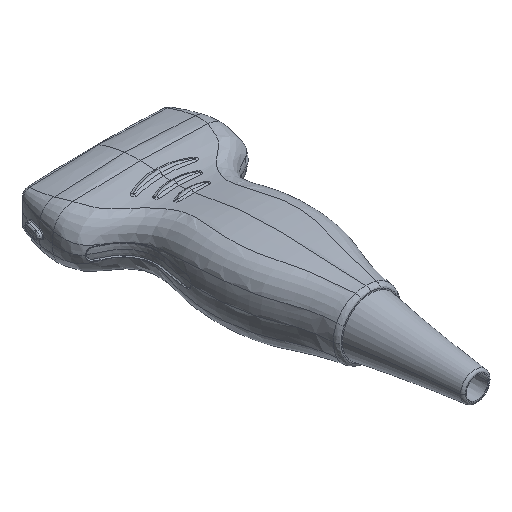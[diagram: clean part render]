
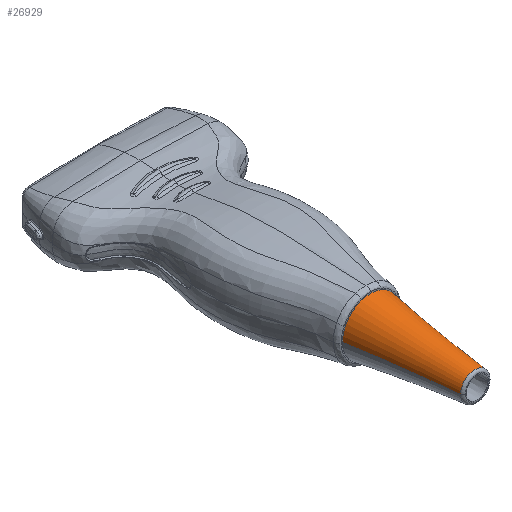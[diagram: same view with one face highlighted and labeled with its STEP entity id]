
A CAD part, isometric view. The second image highlights one B-rep face of the part: STEP entity #26929.
In plain terms, the highlighted toroidal (fillet/blend) face has major radius 492.525 mm and minor radius 490.311 mm.
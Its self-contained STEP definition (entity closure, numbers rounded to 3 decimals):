
#6776=CARTESIAN_POINT('',(0.,-75.,0.));
#6777=DIRECTION('',(0.,-1.,0.));
#6778=DIRECTION('',(1.,0.,0.));
#6779=AXIS2_PLACEMENT_3D('',#6776,#6777,#6778);
#6784=CARTESIAN_POINT('',(492.525,-156.294,
0.));
#6785=DIRECTION('',(0.,0.,1.));
#6786=DIRECTION('',(-0.986,0.166,0.));
#6787=AXIS2_PLACEMENT_3D('',#6784,#6785,#6786);
#6792=CARTESIAN_POINT('',(0.,-108.278,0.));
#6793=DIRECTION('',(0.,-1.,0.));
#6794=DIRECTION('',(1.,0.,0.));
#6795=AXIS2_PLACEMENT_3D('',#6792,#6793,#6794);
#6800=CARTESIAN_POINT('',(-492.525,-156.294,0.));
#6801=DIRECTION('',(0.,0.,-1.));
#6802=DIRECTION('',(0.986,0.166,0.));
#6803=AXIS2_PLACEMENT_3D('',#6800,#6801,#6802);
#7072=CARTESIAN_POINT('',(4.57,-108.278,0.));
#7073=CARTESIAN_POINT('',(-4.57,-108.278,0.));
#7074=VERTEX_POINT('',#7072);
#7075=VERTEX_POINT('',#7073);
#7126=CARTESIAN_POINT('',(-9.,-75.,0.));
#7127=CARTESIAN_POINT('',(9.,-75.,0.));
#7128=VERTEX_POINT('',#7126);
#7129=VERTEX_POINT('',#7127);
#26918=CARTESIAN_POINT('',(0.,-156.294,0.));
#26919=DIRECTION('',(0.,-1.,0.));
#26920=DIRECTION('',(-1.,0.,0.));
#26921=AXIS2_PLACEMENT_3D('',#26918,#26919,#26920);
#26922=TOROIDAL_SURFACE('',#26921,492.525,490.311);
#26923=ORIENTED_EDGE('',*,*,#7339,.F.);
#26924=ORIENTED_EDGE('',*,*,#7290,.T.);
#26925=ORIENTED_EDGE('',*,*,#7236,.T.);
#26926=ORIENTED_EDGE('',*,*,#7287,.F.);
#26927=EDGE_LOOP('',(#26923,#26924,#26925,#26926));
#26928=FACE_OUTER_BOUND('',#26927,.F.);
#26929=ADVANCED_FACE('',(#26928),#26922,.F.);
#6780=CIRCLE('',#6779,9.);
#6788=CIRCLE('',#6787,490.311);
#6796=CIRCLE('',#6795,4.57);
#6804=CIRCLE('',#6803,490.311);
#7236=EDGE_CURVE('',#7074,#7075,#6796,.T.);
#7287=EDGE_CURVE('',#7128,#7075,#6804,.T.);
#7290=EDGE_CURVE('',#7129,#7074,#6788,.T.);
#7339=EDGE_CURVE('',#7129,#7128,#6780,.T.);
